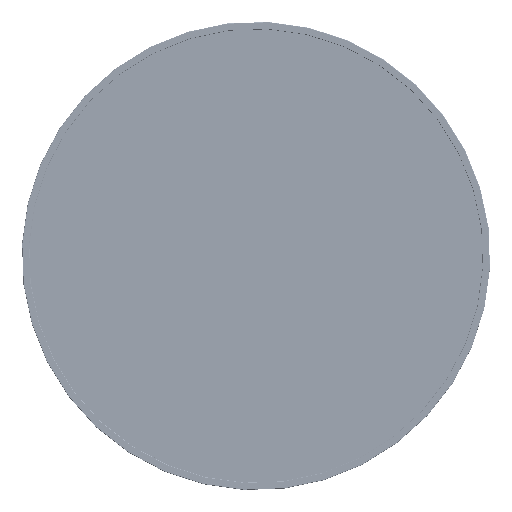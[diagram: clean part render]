
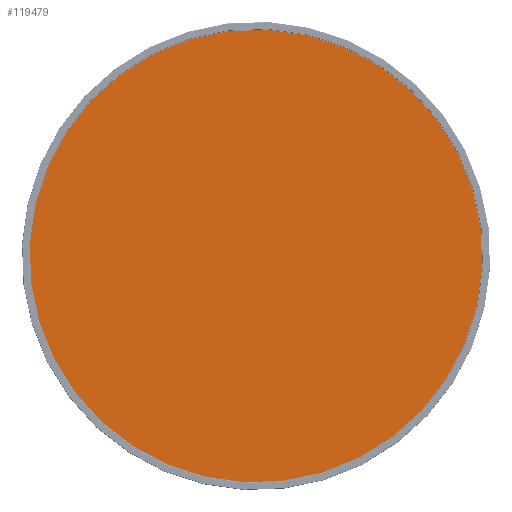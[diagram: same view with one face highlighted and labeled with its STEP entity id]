
A CAD part, top view. The second image highlights one B-rep face of the part: STEP entity #119479.
In plain terms, the highlighted face is planar.
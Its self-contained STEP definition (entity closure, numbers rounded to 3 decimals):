
#119252=CARTESIAN_POINT('',(0.,0.,0.));
#119253=DIRECTION('',(0.,1.,0.));
#119254=DIRECTION('',(0.,0.,-1.));
#119255=AXIS2_PLACEMENT_3D('',#119252,#119253,#119254);
#119260=CARTESIAN_POINT('',(0.,0.,0.));
#119261=DIRECTION('',(0.,1.,0.));
#119262=DIRECTION('',(0.,0.,1.));
#119263=AXIS2_PLACEMENT_3D('',#119260,#119261,#119262);
#119452=CARTESIAN_POINT('',(0.,0.,-217.5));
#119453=CARTESIAN_POINT('',(0.,0.,217.5));
#119454=VERTEX_POINT('',#119452);
#119455=VERTEX_POINT('',#119453);
#119468=CARTESIAN_POINT('',(0.,0.,0.));
#119469=DIRECTION('',(0.,1.,0.));
#119470=DIRECTION('',(1.,0.,0.));
#119471=AXIS2_PLACEMENT_3D('',#119468,#119469,#119470);
#119472=PLANE('',#119471);
#119474=ORIENTED_EDGE('',*,*,#119473,.T.);
#119476=ORIENTED_EDGE('',*,*,#119475,.T.);
#119477=EDGE_LOOP('',(#119474,#119476));
#119478=FACE_OUTER_BOUND('',#119477,.F.);
#119479=ADVANCED_FACE('',(#119478),#119472,.F.);
#119256=CIRCLE('',#119255,217.5);
#119264=CIRCLE('',#119263,217.5);
#119473=EDGE_CURVE('',#119454,#119455,#119256,.T.);
#119475=EDGE_CURVE('',#119455,#119454,#119264,.T.);
